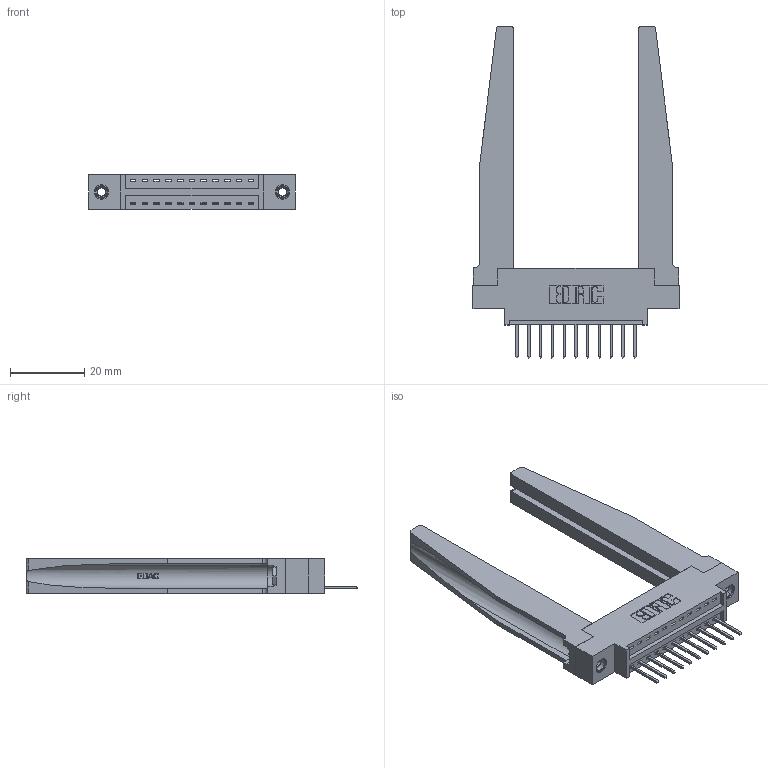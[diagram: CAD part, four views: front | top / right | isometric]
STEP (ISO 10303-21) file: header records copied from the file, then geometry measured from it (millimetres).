
FILE_DESCRIPTION (( 'STEP AP203' ), '1' );
FILE_NAME ('346-011-526-678.STEP', '2022-05-05T01:22:40', ( '' ), ( '' ), 'SwSTEP 2.0', 'SolidWorks 2020', '' );
FILE_SCHEMA (( 'CONFIG_CONTROL_DESIGN' ));
Length unit declared in the file: inch
Products named in the file (5): 345-250-001_345-250-001-102; 346-011-526-678; 346-220-078_345-220-078; 345-292-001_345-293-126; 346 Part_0.170 Offset - 0.156 Dia-TH
Assembly tree (16 placements, depth 2):
  346-011-526-678
    346 Part_0.170 Offset - 0.156 Dia-TH
    345-292-001_345-293-126  x11
    346-220-078_345-220-078  x2
    345-250-001_345-250-001-102  x2
Bounding box: 55.5 x 89.41 x 9.4 mm (x, y, z)
Volume: 11826.3 mm3; surface area: 12533.6 mm2
Topology: 16 solids, 16 shells, 1012 faces, 2921 edges, 1922 vertices
Faces by surface type: plane 676, cylinder 284, bspline 36, cone 12, torus 4
Entity records: 16314 total; most frequent: CARTESIAN_POINT 3722, ORIENTED_EDGE 2554, DIRECTION 2305, EDGE_CURVE 1277, LINE 1007, VECTOR 1007, VERTEX_POINT 844, AXIS2_PLACEMENT_3D 649
